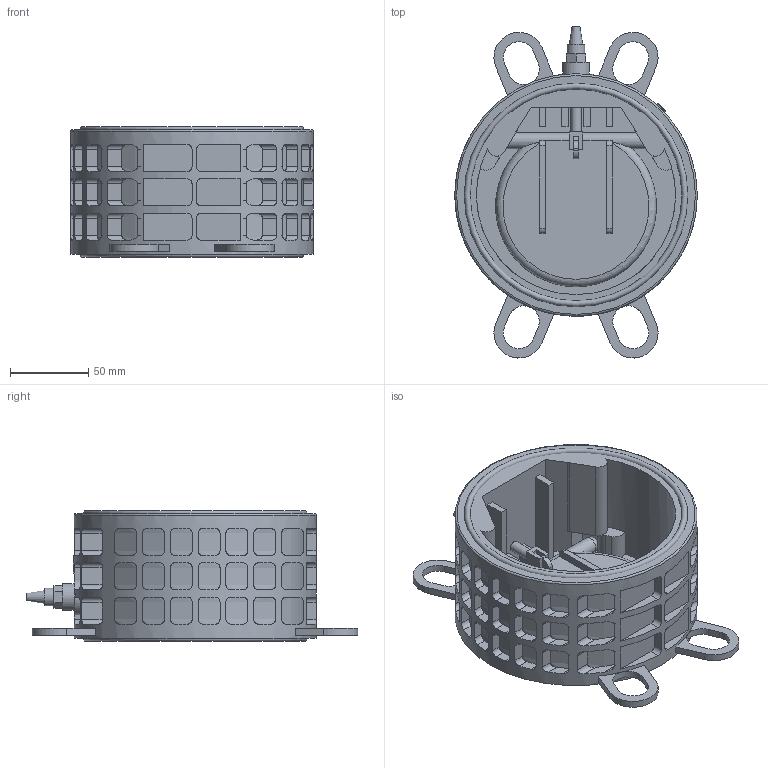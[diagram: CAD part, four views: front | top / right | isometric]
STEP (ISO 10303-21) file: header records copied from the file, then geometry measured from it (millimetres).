
FILE_DESCRIPTION(/* description */ ('PP-GR Check Valve type K4 with indicator and EPDM O-ring, Ø110/DN100, PN10'),/* implementation_level */ '2;1');
FILE_NAME(/* name */ 'CVK4GM-E-110',/* time_stamp */ '2021-11-25T13:21:37+01:00',/* author */ ('COAB Solutions'),/* organization */ ('GPA Flowsystem'),/* preprocessor_version */ 'ST-DEVELOPER v18.1',/* originating_system */ 'www.coabsolutions.com',/* authorisation */ 'unknown authorization');
FILE_SCHEMA (('AUTOMOTIVE_DESIGN { 1 0 10303 214 3 1 1 }'));
Length unit declared in the file: millimetre
Products named in the file (1): CVK4GM-E-110
Bounding box: 155 x 212.48 x 83.82 mm (x, y, z)
Volume: 585705.2 mm3; surface area: 174167.1 mm2
Topology: 3 solids, 3 shells, 686 faces, 1846 edges, 1225 vertices
Faces by surface type: plane 357, cylinder 301, bspline 21, torus 4, sphere 2, cone 1
Full cylindrical faces by diameter (mm): 6.677 x1, 10.289 x1, 11.429 x1, 17.204 x1, 135.485 x2, 143.121 x2, 155 x1
Entity records: 24973 total; most frequent: CARTESIAN_POINT 8124, ORIENTED_EDGE 3688, DIRECTION 3136, EDGE_CURVE 1844, VERTEX_POINT 1225, AXIS2_PLACEMENT_3D 1061, LINE 1014, VECTOR 1014
